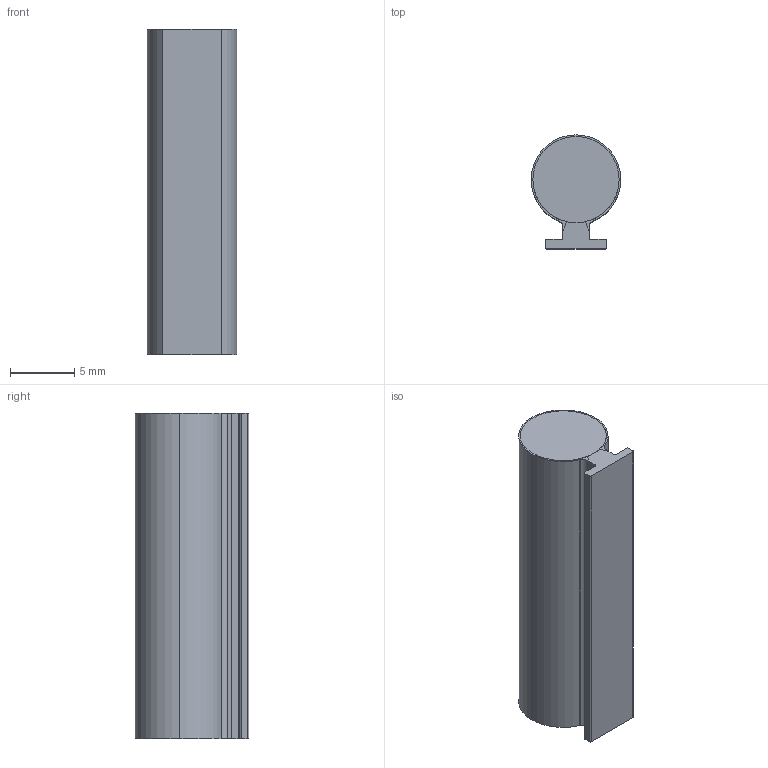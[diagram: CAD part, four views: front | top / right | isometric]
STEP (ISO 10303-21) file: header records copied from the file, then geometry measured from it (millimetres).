
FILE_DESCRIPTION (( 'STEP AP203' ), '1' );
FILE_NAME ('VT-3500.STEP', '2020-10-14T21:18:45', ( '' ), ( '' ), 'SwSTEP 2.0', 'SolidWorks 2018', '' );
FILE_SCHEMA (( 'CONFIG_CONTROL_DESIGN' ));
Length unit declared in the file: inch
Products named in the file (1): VT-3500
Bounding box: 6.99 x 8.88 x 25.4 mm (x, y, z)
Volume: 1125 mm3; surface area: 2032.2 mm2
Topology: 3 solids, 3 shells, 38 faces, 96 edges, 64 vertices
Faces by surface type: plane 21, cylinder 17
Entity records: 1229 total; most frequent: DIRECTION 208, CARTESIAN_POINT 199, ORIENTED_EDGE 192, EDGE_CURVE 96, AXIS2_PLACEMENT_3D 73, VERTEX_POINT 64, LINE 62, VECTOR 62
